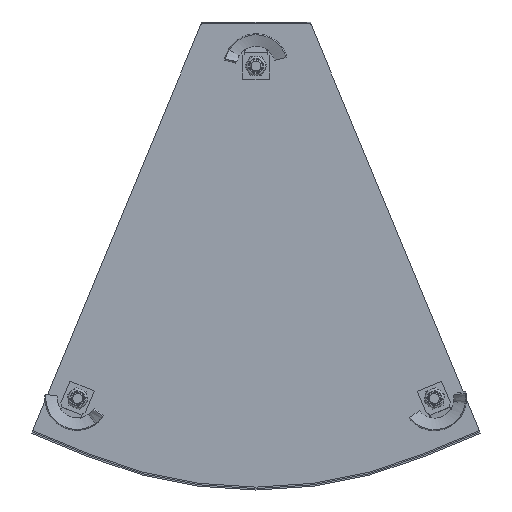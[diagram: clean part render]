
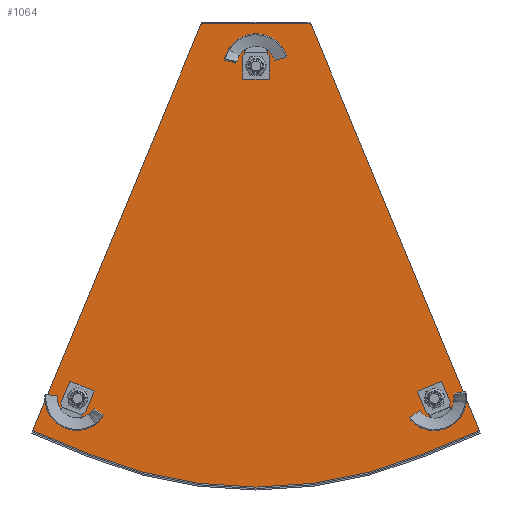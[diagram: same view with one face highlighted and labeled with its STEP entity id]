
A CAD part, front view. The second image highlights one B-rep face of the part: STEP entity #1064.
In plain terms, the highlighted planar face has unit normal (0, -1, 0).
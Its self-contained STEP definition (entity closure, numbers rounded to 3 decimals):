
#115 = CARTESIAN_POINT ( 'NONE',  ( 121.898, -1., -276.789 ) ) ;
#185 = CIRCLE ( 'NONE', #1631, 8.25 ) ;
#207 = AXIS2_PLACEMENT_3D ( 'NONE', #3104, #5308, #741 ) ;
#244 = DIRECTION ( 'NONE',  ( 0., 0., 1. ) ) ;
#254 = ORIENTED_EDGE ( 'NONE', *, *, #1400, .F. ) ;
#474 = CARTESIAN_POINT ( 'NONE',  ( 37.399, -1., -12.621 ) ) ;
#487 = CARTESIAN_POINT ( 'NONE',  ( 121.898, -1., -260.289 ) ) ;
#622 = ORIENTED_EDGE ( 'NONE', *, *, #1391, .F. ) ;
#678 = CARTESIAN_POINT ( 'NONE',  ( -37.75, -1., -13.27 ) ) ;
#718 = AXIS2_PLACEMENT_3D ( 'NONE', #5746, #4640, #244 ) ;
#738 = DIRECTION ( 'NONE',  ( 0., -1., 0. ) ) ;
#739 = DIRECTION ( 'NONE',  ( 0.383, 0., -0.924 ) ) ;
#741 = DIRECTION ( 'NONE',  ( 0., 0., 1. ) ) ;
#748 = FACE_BOUND ( 'NONE', #5114, .T. ) ;
#785 = VERTEX_POINT ( 'NONE', #1782 ) ;
#822 = CARTESIAN_POINT ( 'NONE',  ( -114.288, -1., -306.332 ) ) ;
#911 = DIRECTION ( 'NONE',  ( 0., -1., 0. ) ) ;
#1017 = DIRECTION ( 'NONE',  ( 0., -1., 0. ) ) ;
#1046 = B_SPLINE_CURVE_WITH_KNOTS ( 'NONE', 3,
 ( #3861, #2255, #3835, #2204, #4971, #1732 ),
 .UNSPECIFIED., .F., .F.,
 ( 4, 2, 4 ),
 ( 0.003, 0.003, 0.004 ),
 .UNSPECIFIED. ) ;
#1064 = ADVANCED_FACE ( 'NONE', ( #748, #3744, #6681, #3168 ), #4141, .F. ) ;
#1204 = DIRECTION ( 'NONE',  ( 0., -1., 0. ) ) ;
#1223 = CARTESIAN_POINT ( 'NONE',  ( -121.898, -1., -260.289 ) ) ;
#1334 = ORIENTED_EDGE ( 'NONE', *, *, #4885, .F. ) ;
#1391 = EDGE_CURVE ( 'NONE', #2911, #5140, #2704, .T. ) ;
#1400 = EDGE_CURVE ( 'NONE', #5188, #5212, #3053, .T. ) ;
#1418 = CARTESIAN_POINT ( 'NONE',  ( -152.626, -1., -290.443 ) ) ;
#1469 = DIRECTION ( 'NONE',  ( 0., 0., 1. ) ) ;
#1479 = ORIENTED_EDGE ( 'NONE', *, *, #6823, .F. ) ;
#1490 = LINE ( 'NONE', #2423, #4330 ) ;
#1510 = CARTESIAN_POINT ( 'NONE',  ( 0., -1., -41.3 ) ) ;
#1519 = EDGE_CURVE ( 'NONE', #5140, #2911, #6830, .T. ) ;
#1530 = CARTESIAN_POINT ( 'NONE',  ( 37.75, -1., -13.27 ) ) ;
#1582 = CARTESIAN_POINT ( 'NONE',  ( 121.898, -1., -268.539 ) ) ;
#1631 = AXIS2_PLACEMENT_3D ( 'NONE', #1510, #6473, #5271 ) ;
#1731 = CARTESIAN_POINT ( 'NONE',  ( 37.75, -1., -13.27 ) ) ;
#1732 = CARTESIAN_POINT ( 'NONE',  ( -37.278, -1., -12.27 ) ) ;
#1761 = CIRCLE ( 'NONE', #4864, 8.25 ) ;
#1782 = CARTESIAN_POINT ( 'NONE',  ( 0., -1., -49.55 ) ) ;
#1816 = AXIS2_PLACEMENT_3D ( 'NONE', #6311, #5759, #6866 ) ;
#1852 = CARTESIAN_POINT ( 'NONE',  ( -37.278, -1., -12.27 ) ) ;
#1872 = VERTEX_POINT ( 'NONE', #6159 ) ;
#1891 = ORIENTED_EDGE ( 'NONE', *, *, #3474, .F. ) ;
#1963 = CARTESIAN_POINT ( 'NONE',  ( -152.626, -1., -290.443 ) ) ;
#2010 = CARTESIAN_POINT ( 'NONE',  ( 37.56, -1., -12.953 ) ) ;
#2056 = ORIENTED_EDGE ( 'NONE', *, *, #1519, .F. ) ;
#2120 = EDGE_CURVE ( 'NONE', #785, #2938, #185, .T. ) ;
#2175 = VECTOR ( 'NONE', #3478, 1000. ) ;
#2204 = CARTESIAN_POINT ( 'NONE',  ( -37.399, -1., -12.621 ) ) ;
#2250 = EDGE_CURVE ( 'NONE', #7116, #5126, #5667, .T. ) ;
#2255 = CARTESIAN_POINT ( 'NONE',  ( -37.655, -1., -13.112 ) ) ;
#2257 = CARTESIAN_POINT ( 'NONE',  ( 0., -1., -12.27 ) ) ;
#2362 = LINE ( 'NONE', #1418, #3317 ) ;
#2423 = CARTESIAN_POINT ( 'NONE',  ( 152.626, -1., -290.443 ) ) ;
#2532 = CARTESIAN_POINT ( 'NONE',  ( -121.898, -1., -268.539 ) ) ;
#2567 = VERTEX_POINT ( 'NONE', #5223 ) ;
#2704 = CIRCLE ( 'NONE', #4101, 8.25 ) ;
#2790 = ORIENTED_EDGE ( 'NONE', *, *, #4902, .F. ) ;
#2837 = EDGE_CURVE ( 'NONE', #6886, #2977, #1046, .T. ) ;
#2903 = CARTESIAN_POINT ( 'NONE',  ( 0., -1., -33.05 ) ) ;
#2911 = VERTEX_POINT ( 'NONE', #1223 ) ;
#2938 = VERTEX_POINT ( 'NONE', #2903 ) ;
#2960 = VECTOR ( 'NONE', #739, 1000. ) ;
#2977 = VERTEX_POINT ( 'NONE', #1852 ) ;
#3005 = CARTESIAN_POINT ( 'NONE',  ( -121.898, -1., -268.539 ) ) ;
#3035 = CARTESIAN_POINT ( 'NONE',  ( -121.898, -1., -276.789 ) ) ;
#3053 = LINE ( 'NONE', #5149, #2175 ) ;
#3104 = CARTESIAN_POINT ( 'NONE',  ( 0., -1., -30.578 ) ) ;
#3168 = FACE_OUTER_BOUND ( 'NONE', #3649, .T. ) ;
#3317 = VECTOR ( 'NONE', #5247, 1000. ) ;
#3474 = EDGE_CURVE ( 'NONE', #5212, #6886, #2362, .T. ) ;
#3478 = DIRECTION ( 'NONE',  ( -0.924, 0., 0.383 ) ) ;
#3479 = CIRCLE ( 'NONE', #207, 298.5 ) ;
#3513 = DIRECTION ( 'NONE',  ( 0., 0., 1. ) ) ;
#3553 = DIRECTION ( 'NONE',  ( -0.924, 0., -0.383 ) ) ;
#3602 = EDGE_LOOP ( 'NONE', ( #3681, #1479 ) ) ;
#3649 = EDGE_LOOP ( 'NONE', ( #6442, #5587, #2790, #4190, #1891, #254, #5373, #5130 ) ) ;
#3681 = ORIENTED_EDGE ( 'NONE', *, *, #4933, .F. ) ;
#3744 = FACE_BOUND ( 'NONE', #3602, .T. ) ;
#3835 = CARTESIAN_POINT ( 'NONE',  ( -37.56, -1., -12.953 ) ) ;
#3861 = CARTESIAN_POINT ( 'NONE',  ( -37.75, -1., -13.27 ) ) ;
#3875 = CARTESIAN_POINT ( 'NONE',  ( 32.25, -1., 0. ) ) ;
#3994 = DIRECTION ( 'NONE',  ( 0., 0., 1. ) ) ;
#4101 = AXIS2_PLACEMENT_3D ( 'NONE', #3005, #738, #3513 ) ;
#4141 = PLANE ( 'NONE',  #1816 ) ;
#4190 = ORIENTED_EDGE ( 'NONE', *, *, #2837, .F. ) ;
#4330 = VECTOR ( 'NONE', #3553, 1000. ) ;
#4515 = AXIS2_PLACEMENT_3D ( 'NONE', #1582, #1017, #6468 ) ;
#4574 = DIRECTION ( 'NONE',  ( 1., 0., 0. ) ) ;
#4640 = DIRECTION ( 'NONE',  ( 0., -1., 0. ) ) ;
#4651 = CARTESIAN_POINT ( 'NONE',  ( 152.626, -1., -290.443 ) ) ;
#4864 = AXIS2_PLACEMENT_3D ( 'NONE', #6555, #1204, #3994 ) ;
#4870 = B_SPLINE_CURVE_WITH_KNOTS ( 'NONE', 3,
 ( #1530, #5888, #2010, #474, #5340, #5832 ),
 .UNSPECIFIED., .F., .F.,
 ( 4, 2, 4 ),
 ( 0.003, 0.003, 0.004 ),
 .UNSPECIFIED. ) ;
#4885 = EDGE_CURVE ( 'NONE', #2938, #785, #1761, .T. ) ;
#4902 = EDGE_CURVE ( 'NONE', #2977, #2567, #5610, .T. ) ;
#4933 = EDGE_CURVE ( 'NONE', #5496, #7092, #7086, .T. ) ;
#4937 = VECTOR ( 'NONE', #4574, 1000. ) ;
#4947 = EDGE_CURVE ( 'NONE', #5126, #1872, #1490, .T. ) ;
#4971 = CARTESIAN_POINT ( 'NONE',  ( -37.331, -1., -12.448 ) ) ;
#5033 = EDGE_CURVE ( 'NONE', #1872, #5188, #3479, .T. ) ;
#5114 = EDGE_LOOP ( 'NONE', ( #1334, #6929 ) ) ;
#5126 = VERTEX_POINT ( 'NONE', #4651 ) ;
#5130 = ORIENTED_EDGE ( 'NONE', *, *, #4947, .F. ) ;
#5140 = VERTEX_POINT ( 'NONE', #3035 ) ;
#5149 = CARTESIAN_POINT ( 'NONE',  ( -114.288, -1., -306.332 ) ) ;
#5188 = VERTEX_POINT ( 'NONE', #822 ) ;
#5212 = VERTEX_POINT ( 'NONE', #1963 ) ;
#5223 = CARTESIAN_POINT ( 'NONE',  ( 37.278, -1., -12.27 ) ) ;
#5247 = DIRECTION ( 'NONE',  ( 0.383, 0., 0.924 ) ) ;
#5271 = DIRECTION ( 'NONE',  ( 0., 0., 1. ) ) ;
#5308 = DIRECTION ( 'NONE',  ( 0., 1., 0. ) ) ;
#5340 = CARTESIAN_POINT ( 'NONE',  ( 37.331, -1., -12.448 ) ) ;
#5373 = ORIENTED_EDGE ( 'NONE', *, *, #5033, .F. ) ;
#5496 = VERTEX_POINT ( 'NONE', #487 ) ;
#5587 = ORIENTED_EDGE ( 'NONE', *, *, #5656, .T. ) ;
#5610 = LINE ( 'NONE', #2257, #4937 ) ;
#5656 = EDGE_CURVE ( 'NONE', #7116, #2567, #4870, .T. ) ;
#5667 = LINE ( 'NONE', #3875, #2960 ) ;
#5746 = CARTESIAN_POINT ( 'NONE',  ( 121.898, -1., -268.539 ) ) ;
#5759 = DIRECTION ( 'NONE',  ( 0., 1., 0. ) ) ;
#5832 = CARTESIAN_POINT ( 'NONE',  ( 37.278, -1., -12.27 ) ) ;
#5888 = CARTESIAN_POINT ( 'NONE',  ( 37.655, -1., -13.112 ) ) ;
#6094 = AXIS2_PLACEMENT_3D ( 'NONE', #2532, #911, #1469 ) ;
#6159 = CARTESIAN_POINT ( 'NONE',  ( 114.288, -1., -306.332 ) ) ;
#6204 = EDGE_LOOP ( 'NONE', ( #622, #2056 ) ) ;
#6267 = CIRCLE ( 'NONE', #4515, 8.25 ) ;
#6311 = CARTESIAN_POINT ( 'NONE',  ( 0., -1., -30.578 ) ) ;
#6442 = ORIENTED_EDGE ( 'NONE', *, *, #2250, .F. ) ;
#6468 = DIRECTION ( 'NONE',  ( 0., 0., 1. ) ) ;
#6473 = DIRECTION ( 'NONE',  ( 0., -1., 0. ) ) ;
#6555 = CARTESIAN_POINT ( 'NONE',  ( 0., -1., -41.3 ) ) ;
#6681 = FACE_BOUND ( 'NONE', #6204, .T. ) ;
#6823 = EDGE_CURVE ( 'NONE', #7092, #5496, #6267, .T. ) ;
#6830 = CIRCLE ( 'NONE', #6094, 8.25 ) ;
#6866 = DIRECTION ( 'NONE',  ( 0., 0., 1. ) ) ;
#6886 = VERTEX_POINT ( 'NONE', #678 ) ;
#6929 = ORIENTED_EDGE ( 'NONE', *, *, #2120, .F. ) ;
#7086 = CIRCLE ( 'NONE', #718, 8.25 ) ;
#7092 = VERTEX_POINT ( 'NONE', #115 ) ;
#7116 = VERTEX_POINT ( 'NONE', #1731 ) ;
